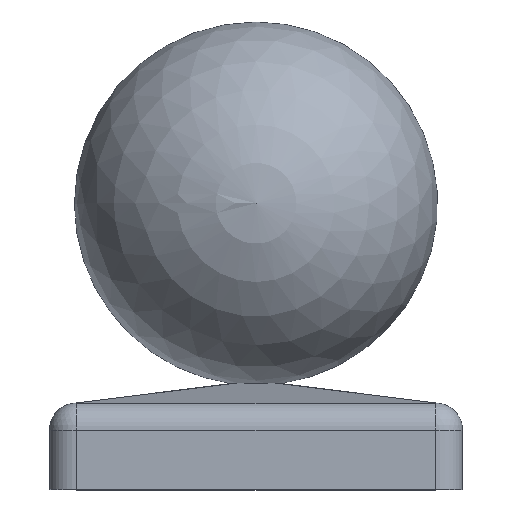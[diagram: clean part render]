
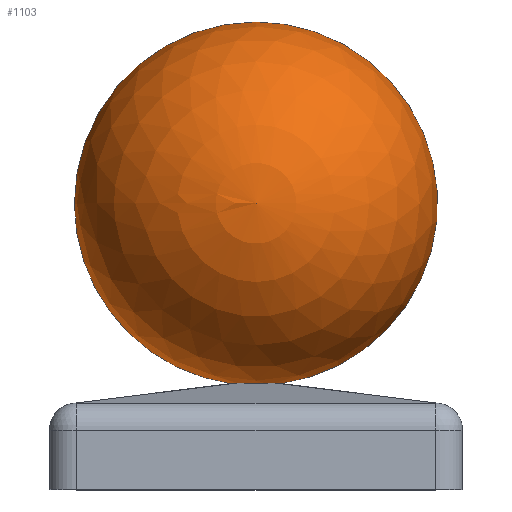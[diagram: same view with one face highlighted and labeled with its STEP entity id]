
A CAD part, top view. The second image highlights one B-rep face of the part: STEP entity #1103.
In plain terms, the highlighted spherical face has radius 20 mm.
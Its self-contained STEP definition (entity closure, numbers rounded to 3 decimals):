
#62 = DIRECTION ( 'NONE',  ( 0., 0.126, -0.992 ) ) ;
#104 = CARTESIAN_POINT ( 'NONE',  ( -1.943, 11.73, 2.32 ) ) ;
#151 = SPHERICAL_SURFACE ( 'NONE', #11872, 20. ) ;
#313 = ORIENTED_EDGE ( 'NONE', *, *, #15148, .T. ) ;
#608 = AXIS2_PLACEMENT_3D ( 'NONE', #6105, #5984, #712 ) ;
#712 = DIRECTION ( 'NONE',  ( -0.992, -0.126, 0. ) ) ;
#795 = VERTEX_POINT ( 'NONE', #9066 ) ;
#1103 = ADVANCED_FACE ( 'NONE', ( #14951 ), #151, .T. ) ;
#1200 = CARTESIAN_POINT ( 'NONE',  ( 2.696, 11.683, 0. ) ) ;
#1230 = CARTESIAN_POINT ( 'NONE',  ( -2.32, 11.73, 1.943 ) ) ;
#1453 = CIRCLE ( 'NONE', #7435, 5.164 ) ;
#1557 = DIRECTION ( 'NONE',  ( 1., 0., 0. ) ) ;
#1801 = CARTESIAN_POINT ( 'NONE',  ( -2.696, 11.683, 0. ) ) ;
#2202 = DIRECTION ( 'NONE',  ( 0.126, 0.992, 0. ) ) ;
#2222 = CARTESIAN_POINT ( 'NONE',  ( -2.32, 11.73, 1.943 ) ) ;
#2624 = CIRCLE ( 'NONE', #11891, 20. ) ;
#3203 = CARTESIAN_POINT ( 'NONE',  ( 2.286, 11.735, 2.029 ) ) ;
#3533 = CARTESIAN_POINT ( 'NONE',  ( -2.426, 12.331, 0. ) ) ;
#4469 = CIRCLE ( 'NONE', #608, 5.164 ) ;
#4569 = DIRECTION ( 'NONE',  ( -1., 0., 0. ) ) ;
#5041 = B_SPLINE_CURVE_WITH_KNOTS ( 'NONE', 3,
 ( #5135, #12965, #14277, #7796, #9104, #1230 ),
 .UNSPECIFIED., .F., .F.,
 ( 4, 2, 4 ),
 ( 0.002, 0.002, 0.003 ),
 .UNSPECIFIED. ) ;
#5135 = CARTESIAN_POINT ( 'NONE',  ( -1.943, 11.73, 2.32 ) ) ;
#5160 = DIRECTION ( 'NONE',  ( 0., 0., -1. ) ) ;
#5162 = EDGE_CURVE ( 'NONE', #7303, #10384, #4469, .T. ) ;
#5275 = CARTESIAN_POINT ( 'NONE',  ( 0., 31.5, 0. ) ) ;
#5560 = ORIENTED_EDGE ( 'NONE', *, *, #9669, .F. ) ;
#5680 = EDGE_CURVE ( 'NONE', #795, #12184, #1453, .T. ) ;
#5718 = CARTESIAN_POINT ( 'NONE',  ( 2.32, 11.73, 1.943 ) ) ;
#5984 = DIRECTION ( 'NONE',  ( 0.126, -0.992, 0. ) ) ;
#6105 = CARTESIAN_POINT ( 'NONE',  ( 2.426, 12.331, 0. ) ) ;
#6121 = CARTESIAN_POINT ( 'NONE',  ( 1.943, 11.73, 2.32 ) ) ;
#6758 = AXIS2_PLACEMENT_3D ( 'NONE', #14661, #14498, #62 ) ;
#7155 = CARTESIAN_POINT ( 'NONE',  ( 2.106, 11.737, 2.236 ) ) ;
#7206 = DIRECTION ( 'NONE',  ( 0., 0., 1. ) ) ;
#7303 = VERTEX_POINT ( 'NONE', #2222 ) ;
#7435 = AXIS2_PLACEMENT_3D ( 'NONE', #3533, #2202, #8867 ) ;
#7796 = CARTESIAN_POINT ( 'NONE',  ( -2.236, 11.737, 2.106 ) ) ;
#7993 = DIRECTION ( 'NONE',  ( 0., 0., 1. ) ) ;
#8867 = DIRECTION ( 'NONE',  ( 0.992, -0.126, 0. ) ) ;
#9066 = CARTESIAN_POINT ( 'NONE',  ( 2.32, 11.73, 1.943 ) ) ;
#9104 = CARTESIAN_POINT ( 'NONE',  ( -2.286, 11.735, 2.028 ) ) ;
#9352 = VERTEX_POINT ( 'NONE', #11684 ) ;
#9410 = ORIENTED_EDGE ( 'NONE', *, *, #16500, .T. ) ;
#9480 = ORIENTED_EDGE ( 'NONE', *, *, #5680, .T. ) ;
#9669 = EDGE_CURVE ( 'NONE', #10384, #9352, #2624, .T. ) ;
#10174 = CIRCLE ( 'NONE', #16878, 20. ) ;
#10374 = EDGE_LOOP ( 'NONE', ( #9480, #313, #5560, #10415, #14949, #9410, #13569 ) ) ;
#10384 = VERTEX_POINT ( 'NONE', #1801 ) ;
#10415 = ORIENTED_EDGE ( 'NONE', *, *, #5162, .F. ) ;
#10623 = VERTEX_POINT ( 'NONE', #104 ) ;
#11684 = CARTESIAN_POINT ( 'NONE',  ( 0., 51.5, 0. ) ) ;
#11872 = AXIS2_PLACEMENT_3D ( 'NONE', #16290, #7206, #4569 ) ;
#11891 = AXIS2_PLACEMENT_3D ( 'NONE', #5275, #5160, #16939 ) ;
#12184 = VERTEX_POINT ( 'NONE', #1200 ) ;
#12357 = EDGE_CURVE ( 'NONE', #795, #13767, #15146, .T. ) ;
#12446 = CARTESIAN_POINT ( 'NONE',  ( 2.028, 11.735, 2.286 ) ) ;
#12791 = CIRCLE ( 'NONE', #6758, 5.164 ) ;
#12965 = CARTESIAN_POINT ( 'NONE',  ( -2.029, 11.735, 2.286 ) ) ;
#13499 = CARTESIAN_POINT ( 'NONE',  ( 0., 31.5, 0. ) ) ;
#13569 = ORIENTED_EDGE ( 'NONE', *, *, #12357, .F. ) ;
#13757 = CARTESIAN_POINT ( 'NONE',  ( 1.943, 11.73, 2.32 ) ) ;
#13767 = VERTEX_POINT ( 'NONE', #6121 ) ;
#14277 = CARTESIAN_POINT ( 'NONE',  ( -2.106, 11.737, 2.237 ) ) ;
#14406 = EDGE_CURVE ( 'NONE', #10623, #7303, #5041, .T. ) ;
#14498 = DIRECTION ( 'NONE',  ( 0., 0.992, 0.126 ) ) ;
#14661 = CARTESIAN_POINT ( 'NONE',  ( 0., 12.331, -2.426 ) ) ;
#14949 = ORIENTED_EDGE ( 'NONE', *, *, #14406, .F. ) ;
#14951 = FACE_OUTER_BOUND ( 'NONE', #10374, .T. ) ;
#15034 = CARTESIAN_POINT ( 'NONE',  ( 2.237, 11.737, 2.106 ) ) ;
#15146 = B_SPLINE_CURVE_WITH_KNOTS ( 'NONE', 3,
 ( #5718, #3203, #15034, #7155, #12446, #13757 ),
 .UNSPECIFIED., .F., .F.,
 ( 4, 2, 4 ),
 ( 0.002, 0.002, 0.003 ),
 .UNSPECIFIED. ) ;
#15148 = EDGE_CURVE ( 'NONE', #12184, #9352, #10174, .T. ) ;
#16290 = CARTESIAN_POINT ( 'NONE',  ( 0., 31.5, 0. ) ) ;
#16500 = EDGE_CURVE ( 'NONE', #10623, #13767, #12791, .T. ) ;
#16878 = AXIS2_PLACEMENT_3D ( 'NONE', #13499, #7993, #1557 ) ;
#16939 = DIRECTION ( 'NONE',  ( -1., 0., 0. ) ) ;
